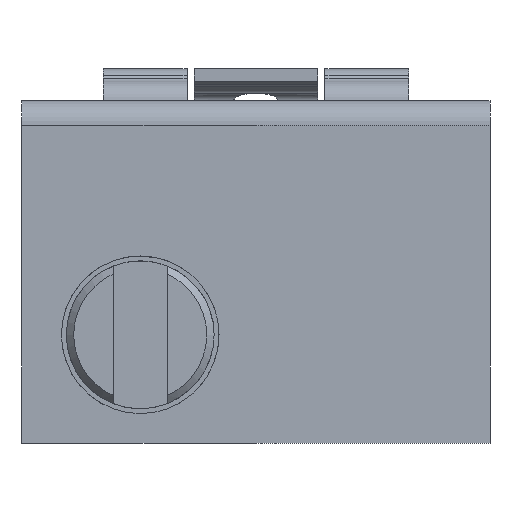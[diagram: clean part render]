
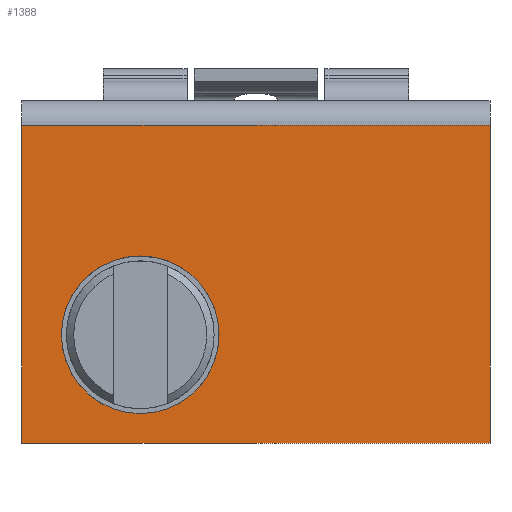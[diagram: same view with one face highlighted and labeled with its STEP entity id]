
A CAD part, front view. The second image highlights one B-rep face of the part: STEP entity #1388.
In plain terms, the highlighted planar face has unit normal (0, -1, 0).
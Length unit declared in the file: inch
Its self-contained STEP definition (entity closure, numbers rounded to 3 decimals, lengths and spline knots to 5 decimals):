
#53=DIRECTION('',(0.,0.,1.));
#54=VECTOR('',#53,0.129);
#55=CARTESIAN_POINT('',(0.083,-0.09,-0.139));
#56=LINE('',#55,#54);
#82=DIRECTION('',(1.,0.,0.));
#83=VECTOR('',#82,0.19);
#84=CARTESIAN_POINT('',(-0.107,-0.09,-0.139));
#85=LINE('',#84,#83);
#86=DIRECTION('',(1.,0.,0.));
#87=VECTOR('',#86,0.19);
#88=CARTESIAN_POINT('',(-0.107,-0.09,-0.01));
#89=LINE('',#88,#87);
#90=DIRECTION('',(0.,0.,1.));
#91=VECTOR('',#90,0.129);
#92=CARTESIAN_POINT('',(-0.107,-0.09,-0.139));
#93=LINE('',#92,#91);
#94=CARTESIAN_POINT('',(-0.059,-0.09,-0.095));
#95=DIRECTION('',(0.,-1.,0.));
#96=DIRECTION('',(0.,0.,-1.));
#97=AXIS2_PLACEMENT_3D('',#94,#95,#96);
#99=CARTESIAN_POINT('',(-0.059,-0.09,-0.095));
#100=DIRECTION('',(0.,-1.,0.));
#101=DIRECTION('',(0.,0.,1.));
#102=AXIS2_PLACEMENT_3D('',#99,#100,#101);
#1021=CARTESIAN_POINT('',(-0.107,-0.09,-0.01));
#1022=VERTEX_POINT('',#1021);
#1023=CARTESIAN_POINT('',(-0.107,-0.09,-0.139));
#1024=VERTEX_POINT('',#1023);
#1027=CARTESIAN_POINT('',(0.083,-0.09,-0.01));
#1028=VERTEX_POINT('',#1027);
#1031=CARTESIAN_POINT('',(0.083,-0.09,-0.139));
#1032=VERTEX_POINT('',#1031);
#1033=CARTESIAN_POINT('',(-0.059,-0.09,-0.127));
#1034=CARTESIAN_POINT('',(-0.059,-0.09,-0.063));
#1035=VERTEX_POINT('',#1033);
#1036=VERTEX_POINT('',#1034);
#1371=CARTESIAN_POINT('',(-0.012,-0.09,-0.0745));
#1372=DIRECTION('',(0.,1.,0.));
#1373=DIRECTION('',(-1.,0.,0.));
#1374=AXIS2_PLACEMENT_3D('',#1371,#1372,#1373);
#1375=PLANE('',#1374);
#1376=ORIENTED_EDGE('',*,*,#1322,.T.);
#1377=ORIENTED_EDGE('',*,*,#1339,.F.);
#1378=ORIENTED_EDGE('',*,*,#1366,.F.);
#1379=ORIENTED_EDGE('',*,*,#1304,.T.);
#1380=EDGE_LOOP('',(#1376,#1377,#1378,#1379));
#1381=FACE_OUTER_BOUND('',#1380,.F.);
#1383=ORIENTED_EDGE('',*,*,#1382,.T.);
#1385=ORIENTED_EDGE('',*,*,#1384,.T.);
#1386=EDGE_LOOP('',(#1383,#1385));
#1387=FACE_BOUND('',#1386,.F.);
#1388=ADVANCED_FACE('',(#1381,#1387),#1375,.F.);
#98=CIRCLE('',#97,0.032);
#103=CIRCLE('',#102,0.032);
#1304=EDGE_CURVE('',#1024,#1022,#93,.T.);
#1322=EDGE_CURVE('',#1022,#1028,#89,.T.);
#1339=EDGE_CURVE('',#1032,#1028,#56,.T.);
#1366=EDGE_CURVE('',#1024,#1032,#85,.T.);
#1382=EDGE_CURVE('',#1035,#1036,#98,.T.);
#1384=EDGE_CURVE('',#1036,#1035,#103,.T.);
